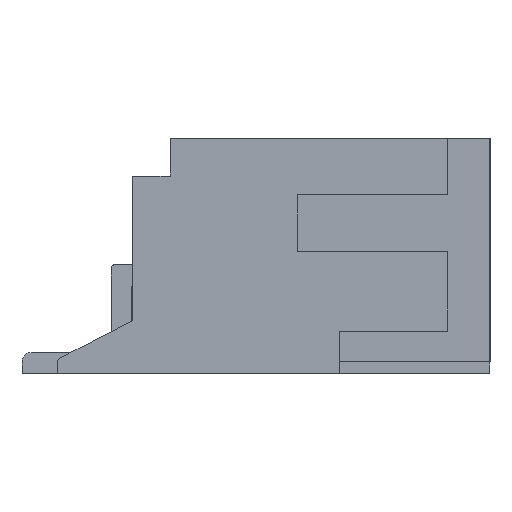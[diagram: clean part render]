
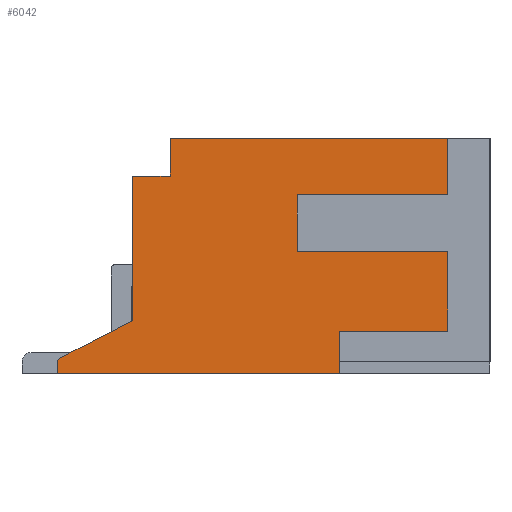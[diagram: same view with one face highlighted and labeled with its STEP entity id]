
A CAD part, left-side view. The second image highlights one B-rep face of the part: STEP entity #6042.
In plain terms, the highlighted face is planar.
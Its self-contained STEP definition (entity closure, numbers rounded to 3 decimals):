
#184=PLANE('',#6724);
#568=FACE_OUTER_BOUND('',#772,.T.);
#772=EDGE_LOOP('',(#5693,#5694,#5695,#5696,#5697,#5698,#5699,#5700,#5701,
#5702,#5703,#5704,#5705,#5706,#5707));
#1577=LINE('',#10214,#2511);
#1578=LINE('',#10216,#2512);
#1579=LINE('',#10218,#2513);
#1580=LINE('',#10220,#2514);
#1581=LINE('',#10222,#2515);
#1582=LINE('',#10224,#2516);
#1583=LINE('',#10226,#2517);
#1584=LINE('',#10228,#2518);
#1585=LINE('',#10230,#2519);
#1586=LINE('',#10234,#2520);
#1587=LINE('',#10236,#2521);
#1588=LINE('',#10238,#2522);
#1589=LINE('',#10240,#2523);
#1590=LINE('',#10241,#2524);
#2511=VECTOR('',#8086,10.);
#2512=VECTOR('',#8087,10.);
#2513=VECTOR('',#8088,10.);
#2514=VECTOR('',#8089,10.);
#2515=VECTOR('',#8090,10.);
#2516=VECTOR('',#8091,10.);
#2517=VECTOR('',#8092,10.);
#2518=VECTOR('',#8093,10.);
#2519=VECTOR('',#8094,10.);
#2520=VECTOR('',#8097,10.);
#2521=VECTOR('',#8098,10.);
#2522=VECTOR('',#8099,10.);
#2523=VECTOR('',#8100,10.);
#2524=VECTOR('',#8101,10.);
#2743=CIRCLE('',#6725,0.1);
#3633=VERTEX_POINT('',#10212);
#3634=VERTEX_POINT('',#10213);
#3635=VERTEX_POINT('',#10215);
#3636=VERTEX_POINT('',#10217);
#3637=VERTEX_POINT('',#10219);
#3638=VERTEX_POINT('',#10221);
#3639=VERTEX_POINT('',#10223);
#3640=VERTEX_POINT('',#10225);
#3641=VERTEX_POINT('',#10227);
#3642=VERTEX_POINT('',#10229);
#3643=VERTEX_POINT('',#10231);
#3644=VERTEX_POINT('',#10233);
#3645=VERTEX_POINT('',#10235);
#3646=VERTEX_POINT('',#10237);
#3647=VERTEX_POINT('',#10239);
#4663=EDGE_CURVE('',#3633,#3634,#1577,.T.);
#4664=EDGE_CURVE('',#3634,#3635,#1578,.T.);
#4665=EDGE_CURVE('',#3635,#3636,#1579,.T.);
#4666=EDGE_CURVE('',#3636,#3637,#1580,.T.);
#4667=EDGE_CURVE('',#3637,#3638,#1581,.T.);
#4668=EDGE_CURVE('',#3638,#3639,#1582,.T.);
#4669=EDGE_CURVE('',#3639,#3640,#1583,.T.);
#4670=EDGE_CURVE('',#3640,#3641,#1584,.T.);
#4671=EDGE_CURVE('',#3641,#3642,#1585,.T.);
#4672=EDGE_CURVE('',#3642,#3643,#2743,.T.);
#4673=EDGE_CURVE('',#3643,#3644,#1586,.T.);
#4674=EDGE_CURVE('',#3644,#3645,#1587,.T.);
#4675=EDGE_CURVE('',#3645,#3646,#1588,.T.);
#4676=EDGE_CURVE('',#3646,#3647,#1589,.T.);
#4677=EDGE_CURVE('',#3647,#3633,#1590,.T.);
#5693=ORIENTED_EDGE('',*,*,#4663,.T.);
#5694=ORIENTED_EDGE('',*,*,#4664,.T.);
#5695=ORIENTED_EDGE('',*,*,#4665,.T.);
#5696=ORIENTED_EDGE('',*,*,#4666,.T.);
#5697=ORIENTED_EDGE('',*,*,#4667,.T.);
#5698=ORIENTED_EDGE('',*,*,#4668,.T.);
#5699=ORIENTED_EDGE('',*,*,#4669,.T.);
#5700=ORIENTED_EDGE('',*,*,#4670,.T.);
#5701=ORIENTED_EDGE('',*,*,#4671,.T.);
#5702=ORIENTED_EDGE('',*,*,#4672,.T.);
#5703=ORIENTED_EDGE('',*,*,#4673,.T.);
#5704=ORIENTED_EDGE('',*,*,#4674,.T.);
#5705=ORIENTED_EDGE('',*,*,#4675,.T.);
#5706=ORIENTED_EDGE('',*,*,#4676,.T.);
#5707=ORIENTED_EDGE('',*,*,#4677,.T.);
#6042=ADVANCED_FACE('',(#568),#184,.T.);
#6724=AXIS2_PLACEMENT_3D('',#10211,#8084,#8085);
#6725=AXIS2_PLACEMENT_3D('',#10232,#8095,#8096);
#8084=DIRECTION('center_axis',(1.,0.,0.));
#8085=DIRECTION('ref_axis',(0.,-1.,0.));
#8086=DIRECTION('',(0.,-1.,0.));
#8087=DIRECTION('',(0.,0.,1.));
#8088=DIRECTION('',(0.,1.,0.));
#8089=DIRECTION('',(0.,0.,1.));
#8090=DIRECTION('',(0.,-1.,0.));
#8091=DIRECTION('',(0.,0.,-1.));
#8092=DIRECTION('',(0.,-1.,0.));
#8093=DIRECTION('',(0.,0.,-1.));
#8094=DIRECTION('',(0.,-0.889,-0.458));
#8095=DIRECTION('center_axis',(1.,0.,0.));
#8096=DIRECTION('ref_axis',(0.,-1.,0.));
#8097=DIRECTION('',(0.,0.,-1.));
#8098=DIRECTION('',(0.,1.,0.));
#8099=DIRECTION('',(0.,0.,1.));
#8100=DIRECTION('',(0.,1.,0.));
#8101=DIRECTION('',(0.,0.,1.));
#10211=CARTESIAN_POINT('Origin',(11.,-2.43,0.5));
#10212=CARTESIAN_POINT('',(11.,6.7,-2.4));
#10213=CARTESIAN_POINT('',(11.,3.5,-2.4));
#10214=CARTESIAN_POINT('',(11.,6.7,-2.4));
#10215=CARTESIAN_POINT('',(11.,3.5,-1.2));
#10216=CARTESIAN_POINT('',(11.,3.5,-2.4));
#10217=CARTESIAN_POINT('',(11.,6.7,-1.2));
#10218=CARTESIAN_POINT('',(11.,3.5,-1.2));
#10219=CARTESIAN_POINT('',(11.,6.7,0.));
#10220=CARTESIAN_POINT('',(11.,6.7,-1.2));
#10221=CARTESIAN_POINT('',(11.,0.8,0.));
#10222=CARTESIAN_POINT('',(11.,6.7,0.));
#10223=CARTESIAN_POINT('',(11.,0.8,-0.8));
#10224=CARTESIAN_POINT('',(11.,0.8,0.));
#10225=CARTESIAN_POINT('',(11.,0.,-0.8));
#10226=CARTESIAN_POINT('',(11.,0.8,-0.8));
#10227=CARTESIAN_POINT('',(11.,0.,-3.875));
#10228=CARTESIAN_POINT('',(11.,0.,-0.8));
#10229=CARTESIAN_POINT('',(11.,-1.546,-4.672));
#10230=CARTESIAN_POINT('',(11.,0.,-3.875));
#10231=CARTESIAN_POINT('',(11.,-1.6,-4.761));
#10232=CARTESIAN_POINT('Origin',(11.,-1.5,-4.761));
#10233=CARTESIAN_POINT('',(11.,-1.6,-5.));
#10234=CARTESIAN_POINT('',(11.,-1.6,-4.761));
#10235=CARTESIAN_POINT('',(11.,4.4,-5.));
#10236=CARTESIAN_POINT('',(11.,-1.6,-5.));
#10237=CARTESIAN_POINT('',(11.,4.4,-4.1));
#10238=CARTESIAN_POINT('',(11.,4.4,-5.));
#10239=CARTESIAN_POINT('',(11.,6.7,-4.1));
#10240=CARTESIAN_POINT('',(11.,4.4,-4.1));
#10241=CARTESIAN_POINT('',(11.,6.7,-4.1));
